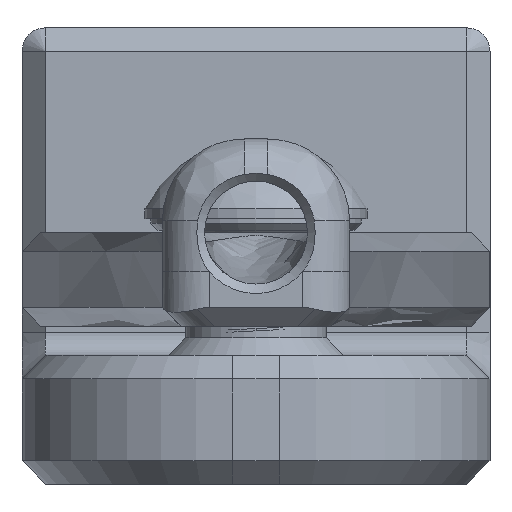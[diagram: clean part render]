
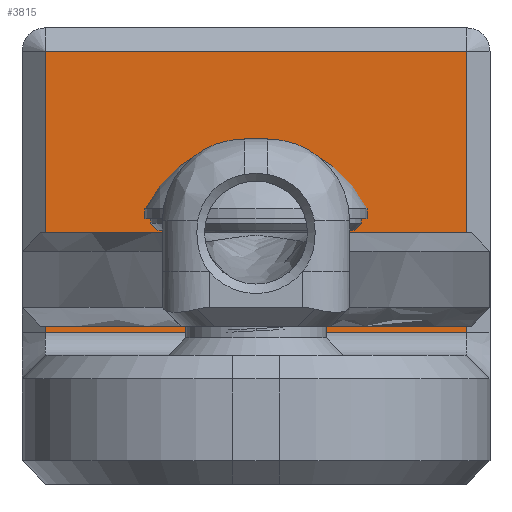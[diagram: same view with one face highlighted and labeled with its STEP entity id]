
A CAD part, front view. The second image highlights one B-rep face of the part: STEP entity #3815.
In plain terms, the highlighted face is planar.
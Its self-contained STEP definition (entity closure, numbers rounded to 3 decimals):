
#263=FACE_BOUND('',#832,.T.);
#350=PLANE('',#4217);
#575=FACE_OUTER_BOUND('',#831,.T.);
#831=EDGE_LOOP('',(#3235,#3236,#3237,#3238));
#832=EDGE_LOOP('',(#3239));
#1111=LINE('',#9786,#1387);
#1114=LINE('',#9791,#1390);
#1130=LINE('',#9832,#1406);
#1131=LINE('',#9838,#1407);
#1387=VECTOR('',#5013,10.);
#1390=VECTOR('',#5018,10.);
#1406=VECTOR('',#5060,10.);
#1407=VECTOR('',#5071,10.);
#1569=CIRCLE('',#4218,3.);
#1844=VERTEX_POINT('',#9783);
#1845=VERTEX_POINT('',#9785);
#1846=VERTEX_POINT('',#9789);
#1858=VERTEX_POINT('',#9825);
#1859=VERTEX_POINT('',#9839);
#2311=EDGE_CURVE('',#1844,#1845,#1111,.T.);
#2314=EDGE_CURVE('',#1846,#1844,#1114,.T.);
#2336=EDGE_CURVE('',#1845,#1858,#1130,.T.);
#2338=EDGE_CURVE('',#1858,#1846,#1131,.T.);
#2339=EDGE_CURVE('',#1859,#1859,#1569,.T.);
#3235=ORIENTED_EDGE('',*,*,#2336,.F.);
#3236=ORIENTED_EDGE('',*,*,#2311,.F.);
#3237=ORIENTED_EDGE('',*,*,#2314,.F.);
#3238=ORIENTED_EDGE('',*,*,#2338,.F.);
#3239=ORIENTED_EDGE('',*,*,#2339,.T.);
#3815=ADVANCED_FACE('',(#575,#263),#350,.T.);
#4217=AXIS2_PLACEMENT_3D('',#9837,#5069,#5070);
#4218=AXIS2_PLACEMENT_3D('',#9840,#5072,#5073);
#5013=DIRECTION('',(-1.,0.,0.));
#5018=DIRECTION('',(0.,-1.,0.));
#5060=DIRECTION('',(0.,1.,0.));
#5069=DIRECTION('center_axis',(0.,0.,
1.));
#5070=DIRECTION('ref_axis',(0.,-1.,0.));
#5071=DIRECTION('',(1.,0.,0.));
#5072=DIRECTION('center_axis',(0.,0.,
-1.));
#5073=DIRECTION('ref_axis',(1.,0.,0.));
#9783=CARTESIAN_POINT('',(-186.062,370.5,-23.));
#9785=CARTESIAN_POINT('',(-204.062,370.5,-23.));
#9786=CARTESIAN_POINT('',(-200.062,370.5,-23.));
#9789=CARTESIAN_POINT('',(-186.062,382.5,-23.));
#9791=CARTESIAN_POINT('',(-186.062,374.,-23.));
#9825=CARTESIAN_POINT('',(-204.062,382.5,-23.));
#9832=CARTESIAN_POINT('',(-204.062,383.,-23.));
#9837=CARTESIAN_POINT('Origin',(-195.062,378.5,-23.));
#9838=CARTESIAN_POINT('',(-200.062,382.5,-23.));
#9839=CARTESIAN_POINT('',(-198.062,378.5,-23.));
#9840=CARTESIAN_POINT('Origin',(-195.062,378.5,-23.));
